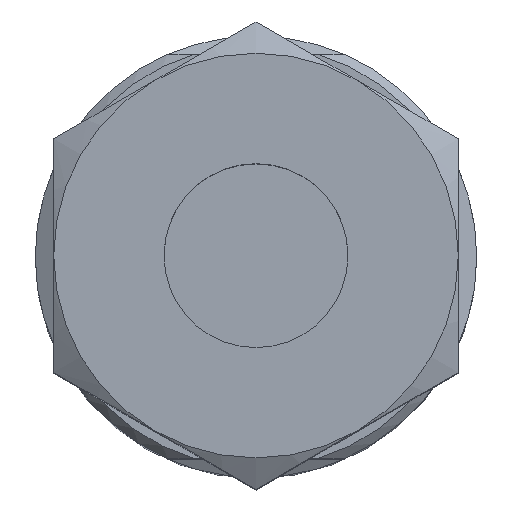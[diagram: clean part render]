
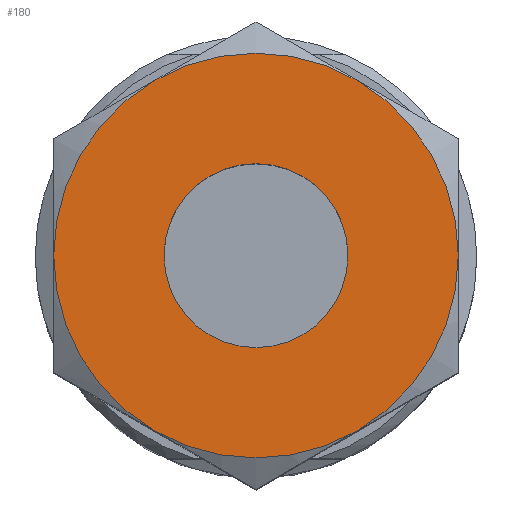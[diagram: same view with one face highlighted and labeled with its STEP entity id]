
A CAD part, top view. The second image highlights one B-rep face of the part: STEP entity #180.
In plain terms, the highlighted planar face has unit normal (0, 0, 1).
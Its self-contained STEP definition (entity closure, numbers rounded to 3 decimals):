
#14 = DIRECTION ( 'NONE',  ( 0., 0., -1. ) ) ;
#75 = DIRECTION ( 'NONE',  ( 0., 0., 1. ) ) ;
#147 = CARTESIAN_POINT ( 'NONE',  ( -5.5, -9.526, 18. ) ) ;
#167 = FACE_BOUND ( 'NONE', #2325, .T. ) ;
#177 = DIRECTION ( 'NONE',  ( 0., 0., -1. ) ) ;
#179 = CARTESIAN_POINT ( 'NONE',  ( 0., 0., 18. ) ) ;
#180 = ADVANCED_FACE ( 'NONE', ( #167, #959 ), #1369, .F. ) ;
#208 = DIRECTION ( 'NONE',  ( -1., 0., 0. ) ) ;
#210 = VERTEX_POINT ( 'NONE', #1990 ) ;
#225 = DIRECTION ( 'NONE',  ( 1., 0., 0. ) ) ;
#233 = DIRECTION ( 'NONE',  ( -1., 0., 0. ) ) ;
#237 = VERTEX_POINT ( 'NONE', #147 ) ;
#280 = CIRCLE ( 'NONE', #1788, 5. ) ;
#328 = AXIS2_PLACEMENT_3D ( 'NONE', #844, #14, #1684 ) ;
#331 = AXIS2_PLACEMENT_3D ( 'NONE', #2547, #848, #1507 ) ;
#337 = CARTESIAN_POINT ( 'NONE',  ( -5., 0., 18. ) ) ;
#360 = AXIS2_PLACEMENT_3D ( 'NONE', #2367, #2155, #497 ) ;
#370 = ORIENTED_EDGE ( 'NONE', *, *, #1883, .F. ) ;
#398 = CARTESIAN_POINT ( 'NONE',  ( 0., 0., 18. ) ) ;
#407 = DIRECTION ( 'NONE',  ( 0., 0., -1. ) ) ;
#458 = CARTESIAN_POINT ( 'NONE',  ( 5.5, -9.526, 18. ) ) ;
#497 = DIRECTION ( 'NONE',  ( -1., 0., 0. ) ) ;
#554 = CARTESIAN_POINT ( 'NONE',  ( -11., 0., 18. ) ) ;
#598 = CARTESIAN_POINT ( 'NONE',  ( 11., 6.351, 18. ) ) ;
#624 = EDGE_CURVE ( 'NONE', #237, #1844, #1295, .T. ) ;
#636 = ORIENTED_EDGE ( 'NONE', *, *, #1987, .F. ) ;
#638 = DIRECTION ( 'NONE',  ( 1., 0., 0. ) ) ;
#660 = CIRCLE ( 'NONE', #331, 11. ) ;
#753 = ORIENTED_EDGE ( 'NONE', *, *, #2005, .F. ) ;
#760 = VERTEX_POINT ( 'NONE', #458 ) ;
#800 = EDGE_CURVE ( 'NONE', #760, #237, #1526, .T. ) ;
#844 = CARTESIAN_POINT ( 'NONE',  ( 0., 0., 18. ) ) ;
#848 = DIRECTION ( 'NONE',  ( 0., 0., 1. ) ) ;
#867 = CIRCLE ( 'NONE', #1966, 11. ) ;
#959 = FACE_OUTER_BOUND ( 'NONE', #2434, .T. ) ;
#960 = EDGE_CURVE ( 'NONE', #2119, #1751, #1700, .T. ) ;
#1033 = CARTESIAN_POINT ( 'NONE',  ( 0., 0., 18. ) ) ;
#1044 = CIRCLE ( 'NONE', #2493, 5. ) ;
#1060 = ORIENTED_EDGE ( 'NONE', *, *, #624, .F. ) ;
#1199 = ORIENTED_EDGE ( 'NONE', *, *, #2608, .T. ) ;
#1226 = CARTESIAN_POINT ( 'NONE',  ( -5.5, 9.526, 18. ) ) ;
#1295 = CIRCLE ( 'NONE', #1746, 11. ) ;
#1369 = PLANE ( 'NONE',  #1697 ) ;
#1382 = VERTEX_POINT ( 'NONE', #337 ) ;
#1437 = DIRECTION ( 'NONE',  ( 0., 0., -1. ) ) ;
#1463 = VERTEX_POINT ( 'NONE', #2418 ) ;
#1507 = DIRECTION ( 'NONE',  ( 1., 0., 0. ) ) ;
#1526 = CIRCLE ( 'NONE', #360, 11. ) ;
#1532 = CARTESIAN_POINT ( 'NONE',  ( 0., 0., 18. ) ) ;
#1596 = DIRECTION ( 'NONE',  ( -1., 0., 0. ) ) ;
#1659 = AXIS2_PLACEMENT_3D ( 'NONE', #179, #407, #208 ) ;
#1684 = DIRECTION ( 'NONE',  ( -1., 0., 0. ) ) ;
#1697 = AXIS2_PLACEMENT_3D ( 'NONE', #598, #177, #1596 ) ;
#1700 = CIRCLE ( 'NONE', #1659, 11. ) ;
#1738 = ORIENTED_EDGE ( 'NONE', *, *, #2177, .F. ) ;
#1746 = AXIS2_PLACEMENT_3D ( 'NONE', #398, #1856, #233 ) ;
#1751 = VERTEX_POINT ( 'NONE', #2568 ) ;
#1788 = AXIS2_PLACEMENT_3D ( 'NONE', #2393, #75, #225 ) ;
#1830 = CIRCLE ( 'NONE', #328, 11. ) ;
#1844 = VERTEX_POINT ( 'NONE', #554 ) ;
#1856 = DIRECTION ( 'NONE',  ( 0., 0., -1. ) ) ;
#1871 = DIRECTION ( 'NONE',  ( -1., 0., 0. ) ) ;
#1883 = EDGE_CURVE ( 'NONE', #1463, #760, #867, .T. ) ;
#1966 = AXIS2_PLACEMENT_3D ( 'NONE', #1033, #1437, #1871 ) ;
#1987 = EDGE_CURVE ( 'NONE', #1844, #2119, #1830, .T. ) ;
#1990 = CARTESIAN_POINT ( 'NONE',  ( 5., 0., 18. ) ) ;
#2005 = EDGE_CURVE ( 'NONE', #210, #1382, #280, .T. ) ;
#2084 = DIRECTION ( 'NONE',  ( 0., 0., 1. ) ) ;
#2119 = VERTEX_POINT ( 'NONE', #1226 ) ;
#2155 = DIRECTION ( 'NONE',  ( 0., 0., -1. ) ) ;
#2169 = ORIENTED_EDGE ( 'NONE', *, *, #960, .F. ) ;
#2177 = EDGE_CURVE ( 'NONE', #1382, #210, #1044, .T. ) ;
#2265 = ORIENTED_EDGE ( 'NONE', *, *, #800, .F. ) ;
#2325 = EDGE_LOOP ( 'NONE', ( #753, #1738 ) ) ;
#2367 = CARTESIAN_POINT ( 'NONE',  ( 0., 0., 18. ) ) ;
#2393 = CARTESIAN_POINT ( 'NONE',  ( 0., 0., 18. ) ) ;
#2418 = CARTESIAN_POINT ( 'NONE',  ( 11., 0., 18. ) ) ;
#2434 = EDGE_LOOP ( 'NONE', ( #636, #1060, #2265, #370, #1199, #2169 ) ) ;
#2493 = AXIS2_PLACEMENT_3D ( 'NONE', #1532, #2084, #638 ) ;
#2547 = CARTESIAN_POINT ( 'NONE',  ( 0., 0., 18. ) ) ;
#2568 = CARTESIAN_POINT ( 'NONE',  ( 5.5, 9.526, 18. ) ) ;
#2608 = EDGE_CURVE ( 'NONE', #1463, #1751, #660, .T. ) ;
